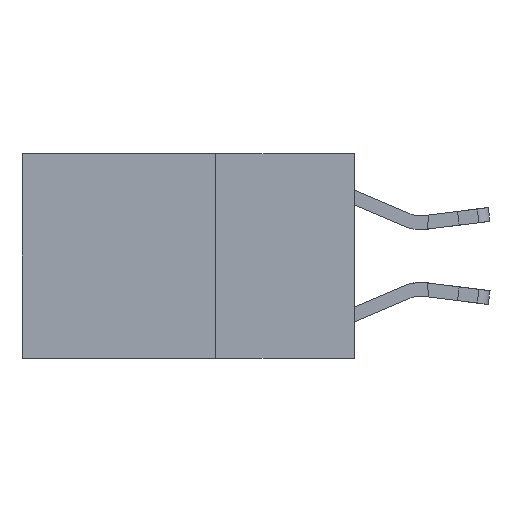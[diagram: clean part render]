
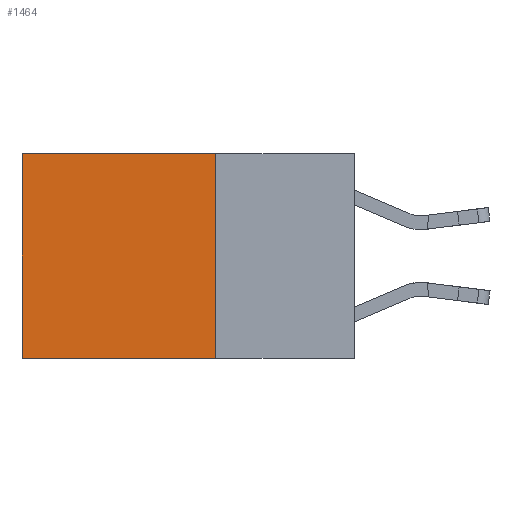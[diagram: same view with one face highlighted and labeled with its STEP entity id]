
A CAD part, left-side view. The second image highlights one B-rep face of the part: STEP entity #1464.
In plain terms, the highlighted planar face has unit normal (-1, 0, 0).
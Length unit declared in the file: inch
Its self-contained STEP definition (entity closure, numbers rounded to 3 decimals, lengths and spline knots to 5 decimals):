
#659 = EDGE_CURVE ( 'NONE', #15885, #8963, #21579, .T. ) ;
#955 = DIRECTION ( 'NONE',  ( 1., 0., 0. ) ) ;
#1201 = VECTOR ( 'NONE', #23367, 39.37008 ) ;
#1464 = ADVANCED_FACE ( 'NONE', ( #19936 ), #25852, .F. ) ;
#1481 = ORIENTED_EDGE ( 'NONE', *, *, #13865, .F. ) ;
#3361 = CARTESIAN_POINT ( 'NONE',  ( 0.2625, 0.25, 0. ) ) ;
#4940 = CARTESIAN_POINT ( 'NONE',  ( 0.2625, 0.6, 0. ) ) ;
#7874 = ORIENTED_EDGE ( 'NONE', *, *, #25257, .T. ) ;
#8134 = ORIENTED_EDGE ( 'NONE', *, *, #659, .F. ) ;
#8867 = CARTESIAN_POINT ( 'NONE',  ( 0.2625, 0.25, -0.37 ) ) ;
#8963 = VERTEX_POINT ( 'NONE', #14082 ) ;
#8981 = DIRECTION ( 'NONE',  ( 0., 0., -1. ) ) ;
#10233 = CARTESIAN_POINT ( 'NONE',  ( 0.2625, 0.6, -0.37 ) ) ;
#11397 = CARTESIAN_POINT ( 'NONE',  ( 0.2625, 0.25, 0. ) ) ;
#11920 = LINE ( 'NONE', #4940, #22315 ) ;
#12032 = VECTOR ( 'NONE', #18522, 39.37008 ) ;
#12344 = LINE ( 'NONE', #8867, #1201 ) ;
#12428 = CARTESIAN_POINT ( 'NONE',  ( 0.2625, 0.25, 0. ) ) ;
#13657 = EDGE_CURVE ( 'NONE', #15885, #19266, #17591, .T. ) ;
#13865 = EDGE_CURVE ( 'NONE', #8963, #15636, #12344, .T. ) ;
#14082 = CARTESIAN_POINT ( 'NONE',  ( 0.2625, 0.25, -0.37 ) ) ;
#15628 = DIRECTION ( 'NONE',  ( 0., 0., -1. ) ) ;
#15636 = VERTEX_POINT ( 'NONE', #10233 ) ;
#15885 = VERTEX_POINT ( 'NONE', #3361 ) ;
#16087 = VECTOR ( 'NONE', #8981, 39.37008 ) ;
#16251 = CARTESIAN_POINT ( 'NONE',  ( 0.2625, 0.6, 0. ) ) ;
#17478 = DIRECTION ( 'NONE',  ( 0., 0., -1. ) ) ;
#17591 = LINE ( 'NONE', #12428, #12032 ) ;
#18265 = ORIENTED_EDGE ( 'NONE', *, *, #13657, .T. ) ;
#18522 = DIRECTION ( 'NONE',  ( 0., 1., 0. ) ) ;
#18903 = AXIS2_PLACEMENT_3D ( 'NONE', #11397, #955, #15628 ) ;
#19266 = VERTEX_POINT ( 'NONE', #16251 ) ;
#19936 = FACE_OUTER_BOUND ( 'NONE', #26692, .T. ) ;
#21579 = LINE ( 'NONE', #23476, #16087 ) ;
#22315 = VECTOR ( 'NONE', #17478, 39.37008 ) ;
#23367 = DIRECTION ( 'NONE',  ( 0., 1., 0. ) ) ;
#23476 = CARTESIAN_POINT ( 'NONE',  ( 0.2625, 0.25, 0. ) ) ;
#25257 = EDGE_CURVE ( 'NONE', #19266, #15636, #11920, .T. ) ;
#25852 = PLANE ( 'NONE',  #18903 ) ;
#26692 = EDGE_LOOP ( 'NONE', ( #7874, #1481, #8134, #18265 ) ) ;
